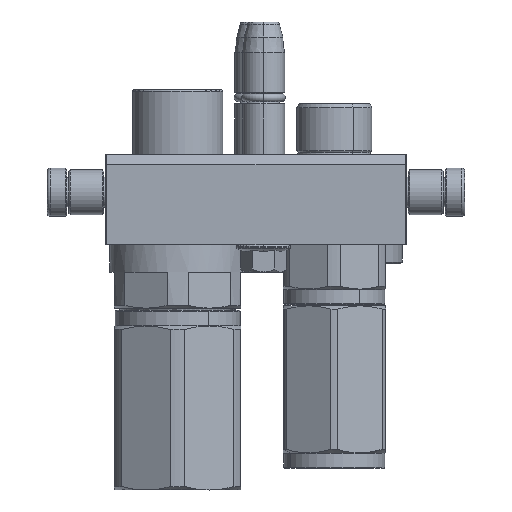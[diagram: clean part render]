
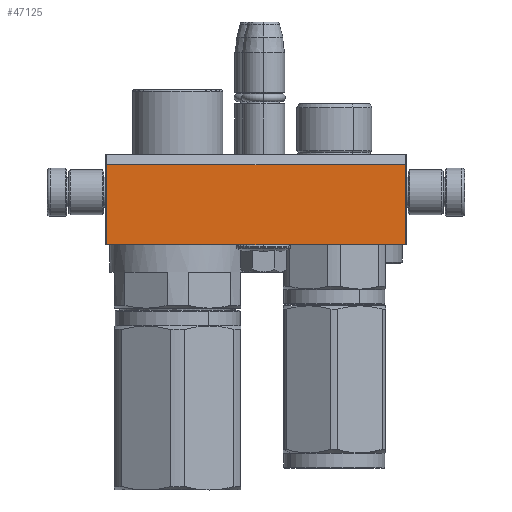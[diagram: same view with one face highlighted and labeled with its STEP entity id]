
A CAD part, left-side view. The second image highlights one B-rep face of the part: STEP entity #47125.
In plain terms, the highlighted face is planar.
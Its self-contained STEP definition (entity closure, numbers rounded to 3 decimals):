
#1080 = CARTESIAN_POINT ( 'NONE',  ( 49.5, -15., 56. ) ) ;
#1918 = VECTOR ( 'NONE', #23354, 1000. ) ;
#2389 = DIRECTION ( 'NONE',  ( 0., 0., 1. ) ) ;
#3287 = LINE ( 'NONE', #39905, #19683 ) ;
#5248 = EDGE_LOOP ( 'NONE', ( #8747, #29325, #58683, #37672 ) ) ;
#6846 = CARTESIAN_POINT ( 'NONE',  ( 49.5, 11.536, 56. ) ) ;
#7183 = CARTESIAN_POINT ( 'NONE',  ( 49.5, -15., 56. ) ) ;
#8080 = AXIS2_PLACEMENT_3D ( 'NONE', #47884, #2389, #12871 ) ;
#8747 = ORIENTED_EDGE ( 'NONE', *, *, #59008, .T. ) ;
#9503 = VERTEX_POINT ( 'NONE', #6846 ) ;
#12871 = DIRECTION ( 'NONE',  ( 1., 0., 0. ) ) ;
#13037 = EDGE_CURVE ( 'NONE', #23454, #9503, #35850, .T. ) ;
#14415 = VECTOR ( 'NONE', #33564, 1000. ) ;
#16126 = VECTOR ( 'NONE', #54766, 1000. ) ;
#19683 = VECTOR ( 'NONE', #64975, 1000. ) ;
#20691 = LINE ( 'NONE', #63918, #14415 ) ;
#23354 = DIRECTION ( 'NONE',  ( 0., 1., 0. ) ) ;
#23454 = VERTEX_POINT ( 'NONE', #64964 ) ;
#25098 = EDGE_CURVE ( 'NONE', #54844, #23454, #3287, .T. ) ;
#29325 = ORIENTED_EDGE ( 'NONE', *, *, #58993, .T. ) ;
#32466 = PLANE ( 'NONE',  #8080 ) ;
#33564 = DIRECTION ( 'NONE',  ( 1., 0., 0. ) ) ;
#35850 = LINE ( 'NONE', #39379, #16126 ) ;
#37672 = ORIENTED_EDGE ( 'NONE', *, *, #25098, .F. ) ;
#39379 = CARTESIAN_POINT ( 'NONE',  ( -49.5, 11.536, 56. ) ) ;
#39905 = CARTESIAN_POINT ( 'NONE',  ( -49.5, -15., 56. ) ) ;
#47125 = ADVANCED_FACE ( 'NONE', ( #52471 ), #32466, .T. ) ;
#47884 = CARTESIAN_POINT ( 'NONE',  ( -50., -15., 56. ) ) ;
#48646 = VERTEX_POINT ( 'NONE', #1080 ) ;
#49127 = LINE ( 'NONE', #7183, #1918 ) ;
#51126 = CARTESIAN_POINT ( 'NONE',  ( -49.5, -15., 56. ) ) ;
#52471 = FACE_OUTER_BOUND ( 'NONE', #5248, .T. ) ;
#54766 = DIRECTION ( 'NONE',  ( 1., 0., 0. ) ) ;
#54844 = VERTEX_POINT ( 'NONE', #51126 ) ;
#58683 = ORIENTED_EDGE ( 'NONE', *, *, #13037, .F. ) ;
#58993 = EDGE_CURVE ( 'NONE', #48646, #9503, #49127, .T. ) ;
#59008 = EDGE_CURVE ( 'NONE', #54844, #48646, #20691, .T. ) ;
#63918 = CARTESIAN_POINT ( 'NONE',  ( -49.5, -15., 56. ) ) ;
#64964 = CARTESIAN_POINT ( 'NONE',  ( -49.5, 11.536, 56. ) ) ;
#64975 = DIRECTION ( 'NONE',  ( 0., 1., 0. ) ) ;
